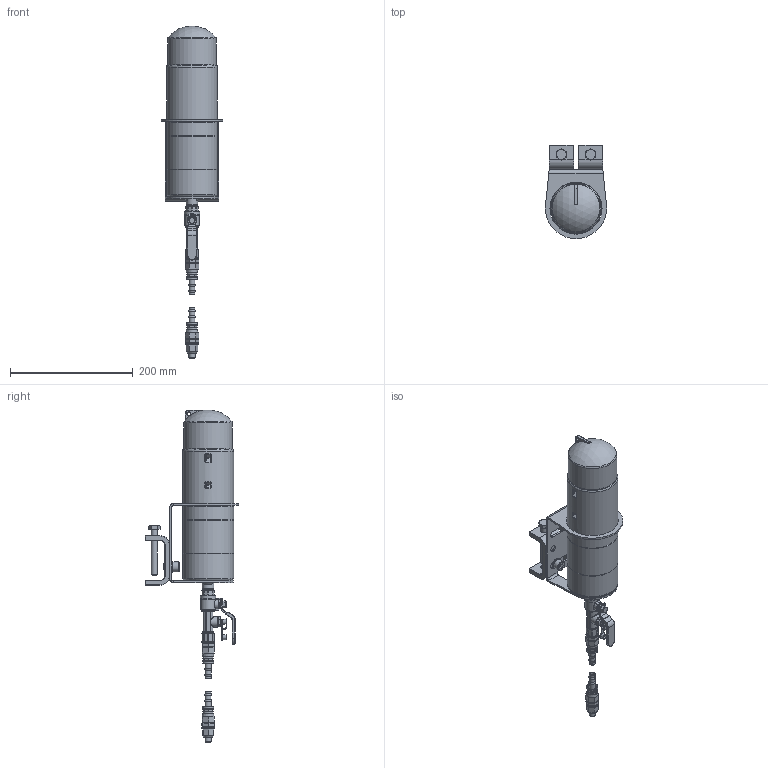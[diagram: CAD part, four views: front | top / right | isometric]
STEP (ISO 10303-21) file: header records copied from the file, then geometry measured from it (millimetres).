
FILE_DESCRIPTION(/* description */ (''),/* implementation_level */ '2;1');
FILE_NAME(/* name */ 'anmos05a_116955.stp',/* time_stamp */ '2022-08-17T15:57:44+02:00',/* author */ ('002245'),/* organization */ (''),/* preprocessor_version */ 'ST-DEVELOPER v18.1',/* originating_system */ 'Autodesk Inventor 2022',/* authorisation */ '');
FILE_SCHEMA (('CONFIG_CONTROL_DESIGN'));
Length unit declared in the file: millimetre
Products named in the file (23): anmos05a; anmha10d; anmha10d_1; Hülse G1_4; Schweißnaht; anzmk02a; DIN 127 - A 10; ISO 4762 - M10 x 16; anmok03a; Schraube M10x70 mit Ringschneide; anvsd03a; anvsd03a_1; andsk01a; anmif01a; ancap05g_250_CONTROL_Heavy_Duty_115901; anspa06a; Grundkörper Spülanschluss; anksn01a; Vverschlussstopfen Kegelschmiernippel; Verschlussstopfen Kegelschmiernippel_gebogen; ansta03a; annipca0; anrds10b
Assembly tree (25 placements, depth 3):
  anmos05a
    anmha10d
      anmha10d_1
      Hülse G1_4
      Schweißnaht
    anzmk02a  x2
      DIN 127 - A 10
      ISO 4762 - M10 x 16
      anmok03a
      Schraube M10x70 mit Ringschneide
    anvsd03a
      anvsd03a_1
      andsk01a
      anmif01a
    ancap05g_250_CONTROL_Heavy_Duty_115901
    anspa06a
      Grundkörper Spülanschluss
      anksn01a
      Vverschlussstopfen Kegelschmiernippel
      Verschlussstopfen Kegelschmiernippel_gebogen
    annipca0  x2
    ansta03a  x2
    anrds10b
Bounding box: 99.8 x 152.61 x 541.7 mm (x, y, z)
Volume: 478938.7 mm3; surface area: 286292.1 mm2
Topology: 25 solids, 25 shells, 1695 faces, 3936 edges, 2329 vertices
Faces by surface type: plane 502, bspline 342, cylinder 336, cone 279, torus 167, sphere 69
Full cylindrical faces by diameter (mm): 1.9 x1, 2 x1, 5 x1, 5.6 x1, 6 x4, 7 x6, 8 x3, 8.376 x6, 9.5 x7, 10 x6, 11 x4, 11.445 x5, 12.1 x4, 12.2 x1, 12.751 x2, 13.1 x2, 13.157 x2, 13.5 x1, 14.25 x2, 14.63 x2, 15 x1, 16 x2, 16.6 x2, 17 x1, 18 x7, 19 x4, 19.2 x1, 20.7 x2, 21.6 x1, 22.1 x1
Entity records: 53771 total; most frequent: CARTESIAN_POINT 21616, ORIENTED_EDGE 6782, DIRECTION 6249, EDGE_CURVE 3391, AXIS2_PLACEMENT_3D 2668, VERTEX_POINT 2020, EDGE_LOOP 1575, FACE_OUTER_BOUND 1469
